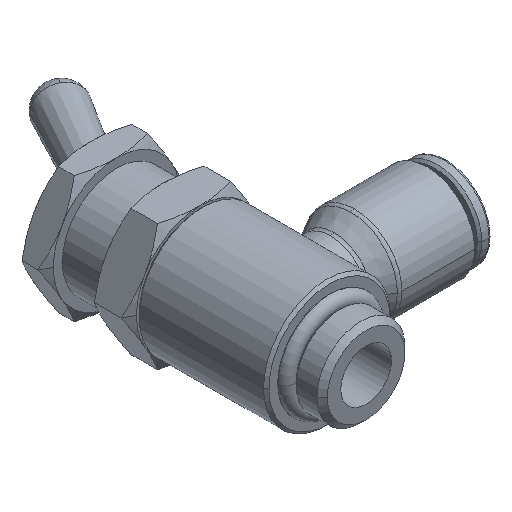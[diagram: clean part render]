
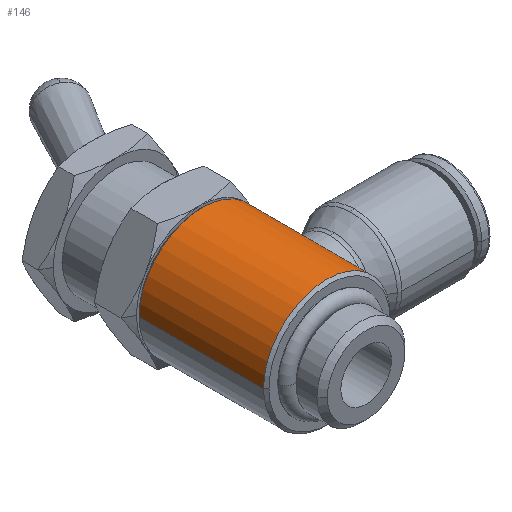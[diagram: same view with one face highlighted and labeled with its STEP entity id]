
A CAD part, isometric view. The second image highlights one B-rep face of the part: STEP entity #146.
In plain terms, the highlighted cylindrical face has radius 7 mm (diameter 14 mm), a partial arc.
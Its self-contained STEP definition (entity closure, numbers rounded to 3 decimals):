
#146=ADVANCED_FACE('',(#354),#355,.T.);
#354=FACE_OUTER_BOUND('',#607,.T.);
#355=CYLINDRICAL_SURFACE('',#608,7.);
#607=EDGE_LOOP('',(#1300,#1301,#1302,#1303,#1304,#1305));
#608=AXIS2_PLACEMENT_3D('',#1306,#1307,#1308);
#1300=ORIENTED_EDGE('',*,*,#1618,.T.);
#1301=ORIENTED_EDGE('',*,*,#1656,.T.);
#1302=ORIENTED_EDGE('',*,*,#1620,.T.);
#1303=ORIENTED_EDGE('',*,*,#1788,.F.);
#1304=ORIENTED_EDGE('',*,*,#1619,.T.);
#1305=ORIENTED_EDGE('',*,*,#1789,.T.);
#1306=CARTESIAN_POINT('',(0.0,11.225,0.0));
#1307=DIRECTION('',(-0.0,1.0,0.0));
#1308=DIRECTION('',(1.0,0.0,0.0));
#1618=EDGE_CURVE('',#1891,#1927,#1928,.T.);
#1619=EDGE_CURVE('',#1922,#1895,#1929,.T.);
#1620=EDGE_CURVE('',#1930,#1919,#1931,.T.);
#1656=EDGE_CURVE('',#1927,#1930,#1998,.T.);
#1788=EDGE_CURVE('',#1922,#1919,#2198,.T.);
#1789=EDGE_CURVE('',#1895,#1891,#2199,.T.);
#1891=VERTEX_POINT('',#2322);
#1895=VERTEX_POINT('',#2327);
#1919=VERTEX_POINT('',#2358);
#1922=VERTEX_POINT('',#2362);
#1927=VERTEX_POINT('',#2368);
#1928=LINE('',#2369,#2370);
#1929=LINE('',#2371,#2372);
#1930=VERTEX_POINT('',#2373);
#1931=LINE('',#2374,#2375);
#1998=B_SPLINE_CURVE_WITH_KNOTS('',3,(#2529,#2530,#2531,#2532,#2533,#2534,#2535,#2536,#2537,#2538,#2539,#2540,#2541,#2542,#2543,#2544,#2545,#2546,#2547,#2548,#2549,#2550,#2551,#2552,#2553,#2554,#2555,#2556,#2557,#2558,#2559,#2560,#2561,#2562),.UNSPECIFIED.,.F.,.F.,(4,2,2,2,2,2,2,2,2,2,2,2,2,2,2,2,4),(6.196,6.969,7.741,8.514,9.286,10.063,10.839,11.616,12.392,13.169,13.945,14.722,15.498,16.271,17.043,17.816,18.588),.UNSPECIFIED.);
#2198=CIRCLE('',#3152,7.);
#2199=CIRCLE('',#3153,7.);
#2322=CARTESIAN_POINT('',(7.,4.35,0.0));
#2327=CARTESIAN_POINT('',(-7.,4.35,0.));
#2358=CARTESIAN_POINT('',(7.,18.1,0.0));
#2362=CARTESIAN_POINT('',(-7.,18.1,0.));
#2368=CARTESIAN_POINT('',(7.,7.3,0.));
#2369=CARTESIAN_POINT('',(7.,11.225,0.));
#2370=VECTOR('',#3604,1.0);
#2371=CARTESIAN_POINT('',(-7.,11.225,0.));
#2372=VECTOR('',#3605,1.0);
#2373=CARTESIAN_POINT('',(7.,15.3,0.));
#2374=CARTESIAN_POINT('',(7.,11.225,0.));
#2375=VECTOR('',#3606,1.0);
#2529=CARTESIAN_POINT('',(7.,7.3,0.));
#2530=CARTESIAN_POINT('',(7.,7.3,0.258));
#2531=CARTESIAN_POINT('',(6.985,7.325,0.522));
#2532=CARTESIAN_POINT('',(6.927,7.43,1.044));
#2533=CARTESIAN_POINT('',(6.882,7.508,1.302));
#2534=CARTESIAN_POINT('',(6.771,7.715,1.793));
#2535=CARTESIAN_POINT('',(6.704,7.842,2.027));
#2536=CARTESIAN_POINT('',(6.558,8.134,2.458));
#2537=CARTESIAN_POINT('',(6.48,8.298,2.655));
#2538=CARTESIAN_POINT('',(6.326,8.646,3.003));
#2539=CARTESIAN_POINT('',(6.245,8.843,3.167));
#2540=CARTESIAN_POINT('',(6.088,9.274,3.459));
#2541=CARTESIAN_POINT('',(6.013,9.507,3.586));
#2542=CARTESIAN_POINT('',(5.886,9.997,3.791));
#2543=CARTESIAN_POINT('',(5.833,10.254,3.87));
#2544=CARTESIAN_POINT('',(5.763,10.776,3.974));
#2545=CARTESIAN_POINT('',(5.745,11.041,4.0));
#2546=CARTESIAN_POINT('',(5.745,11.559,4.0));
#2547=CARTESIAN_POINT('',(5.763,11.824,3.974));
#2548=CARTESIAN_POINT('',(5.833,12.346,3.87));
#2549=CARTESIAN_POINT('',(5.886,12.603,3.791));
#2550=CARTESIAN_POINT('',(6.013,13.093,3.586));
#2551=CARTESIAN_POINT('',(6.088,13.326,3.459));
#2552=CARTESIAN_POINT('',(6.245,13.757,3.167));
#2553=CARTESIAN_POINT('',(6.326,13.954,3.003));
#2554=CARTESIAN_POINT('',(6.48,14.302,2.655));
#2555=CARTESIAN_POINT('',(6.558,14.466,2.458));
#2556=CARTESIAN_POINT('',(6.704,14.758,2.027));
#2557=CARTESIAN_POINT('',(6.771,14.885,1.793));
#2558=CARTESIAN_POINT('',(6.882,15.092,1.302));
#2559=CARTESIAN_POINT('',(6.927,15.17,1.044));
#2560=CARTESIAN_POINT('',(6.985,15.275,0.522));
#2561=CARTESIAN_POINT('',(7.,15.3,0.258));
#2562=CARTESIAN_POINT('',(7.,15.3,0.));
#3152=AXIS2_PLACEMENT_3D('',#3931,#3932,#3933);
#3153=AXIS2_PLACEMENT_3D('',#3934,#3935,#3936);
#3604=DIRECTION('',(0.0,1.0,0.0));
#3605=DIRECTION('',(-0.0,-1.0,-0.0));
#3606=DIRECTION('',(0.0,1.0,0.0));
#3931=CARTESIAN_POINT('',(0.0,18.1,0.0));
#3932=DIRECTION('',(-0.0,1.0,0.0));
#3933=DIRECTION('',(1.0,0.0,0.0));
#3934=CARTESIAN_POINT('',(0.0,4.35,0.0));
#3935=DIRECTION('',(-0.0,1.0,0.0));
#3936=DIRECTION('',(1.0,0.0,0.0));
